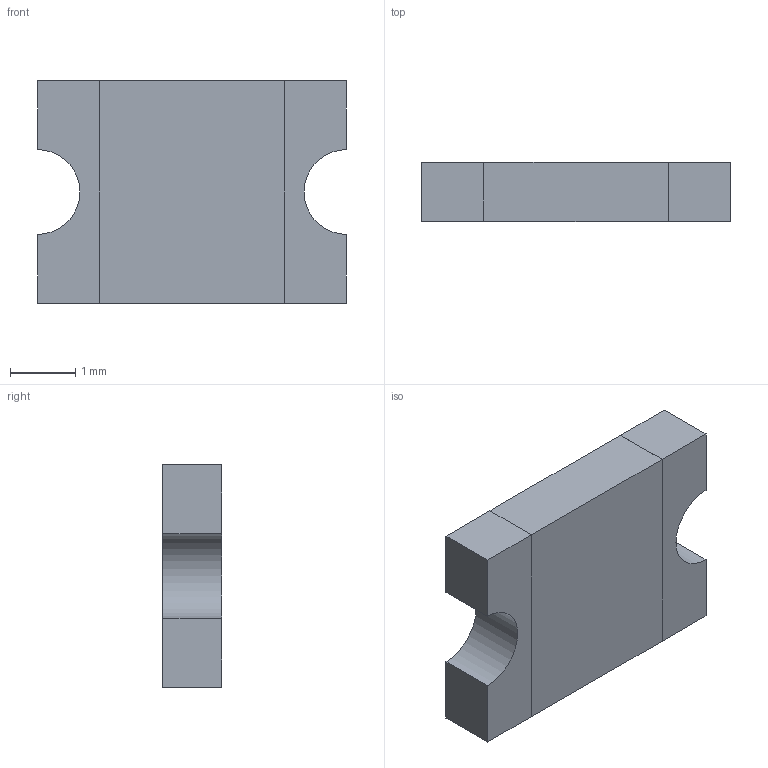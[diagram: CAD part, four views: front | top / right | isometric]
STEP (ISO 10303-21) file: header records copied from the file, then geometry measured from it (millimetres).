
FILE_DESCRIPTION (( 'STEP AP214' ), '1' );
FILE_NAME ('PTC-0ZCG Series.STEP', '2015-05-07T00:31:17', ( '' ), ( '' ), 'SwSTEP 2.0', 'SolidWorks 2014', '' );
FILE_SCHEMA (( 'AUTOMOTIVE_DESIGN' ));
Length unit declared in the file: inch
Products named in the file (1): PTC-0ZCG Series
Bounding box: 4.73 x 0.91 x 3.41 mm (x, y, z)
Volume: 13.3 mm3; surface area: 57.9 mm2
Topology: 3 solids, 3 shells, 89 faces, 228 edges, 152 vertices
Faces by surface type: plane 70, bspline 17, cylinder 2
Entity records: 5003 total; most frequent: CARTESIAN_POINT 1727, ORIENTED_EDGE 456, DIRECTION 344, EDGE_CURVE 228, VECTOR 190, LINE 190, VERTEX_POINT 152, EDGE_LOOP 96
